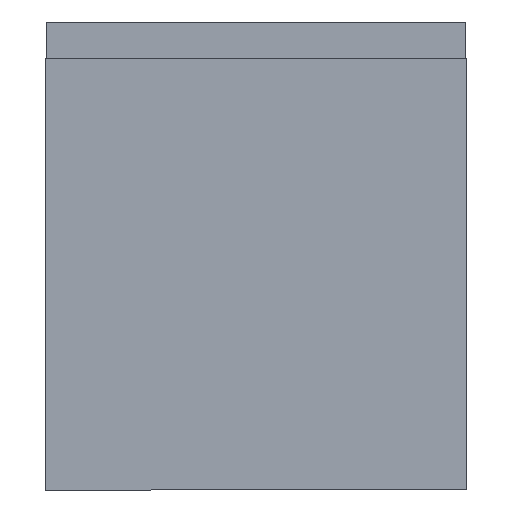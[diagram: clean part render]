
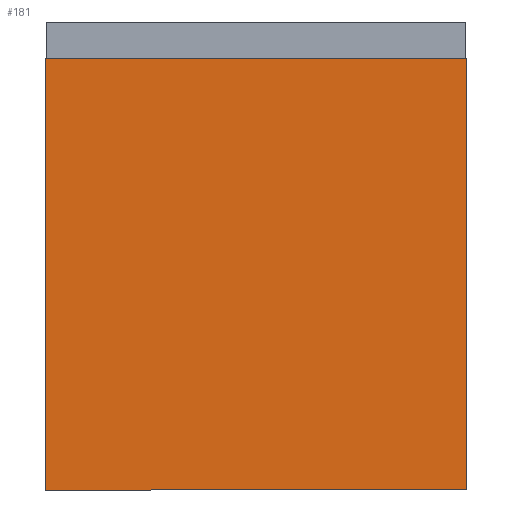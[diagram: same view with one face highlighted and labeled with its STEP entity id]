
A CAD part, front view. The second image highlights one B-rep face of the part: STEP entity #181.
In plain terms, the highlighted planar face has unit normal (0, -1, 0).
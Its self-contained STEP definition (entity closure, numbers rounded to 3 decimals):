
#3 = VERTEX_POINT ( 'NONE', #191 ) ;
#13 = EDGE_CURVE ( 'NONE', #80, #219, #25, .T. ) ;
#25 = LINE ( 'NONE', #49, #333 ) ;
#49 = CARTESIAN_POINT ( 'NONE',  ( 37., 0., 0. ) ) ;
#51 = LINE ( 'NONE', #59, #166 ) ;
#59 = CARTESIAN_POINT ( 'NONE',  ( -37., 0., 0. ) ) ;
#71 = LINE ( 'NONE', #553, #496 ) ;
#73 = EDGE_LOOP ( 'NONE', ( #370, #300, #116, #461 ) ) ;
#80 = VERTEX_POINT ( 'NONE', #474 ) ;
#116 = ORIENTED_EDGE ( 'NONE', *, *, #249, .T. ) ;
#129 = CARTESIAN_POINT ( 'NONE',  ( -37., 0., 76. ) ) ;
#149 = DIRECTION ( 'NONE',  ( 0., 0., -1. ) ) ;
#166 = VECTOR ( 'NONE', #149, 1000. ) ;
#167 = EDGE_CURVE ( 'NONE', #395, #80, #71, .T. ) ;
#181 = ADVANCED_FACE ( 'NONE', ( #260 ), #396, .T. ) ;
#191 = CARTESIAN_POINT ( 'NONE',  ( -37., 0., 0. ) ) ;
#205 = CARTESIAN_POINT ( 'NONE',  ( 21.5, 0., 86. ) ) ;
#209 = EDGE_CURVE ( 'NONE', #219, #3, #401, .T. ) ;
#210 = VECTOR ( 'NONE', #248, 1000. ) ;
#219 = VERTEX_POINT ( 'NONE', #484 ) ;
#222 = AXIS2_PLACEMENT_3D ( 'NONE', #205, #364, #527 ) ;
#231 = DIRECTION ( 'NONE',  ( 0., 0., -1. ) ) ;
#248 = DIRECTION ( 'NONE',  ( -1., 0., 0. ) ) ;
#249 = EDGE_CURVE ( 'NONE', #395, #3, #51, .T. ) ;
#260 = FACE_OUTER_BOUND ( 'NONE', #73, .T. ) ;
#300 = ORIENTED_EDGE ( 'NONE', *, *, #167, .F. ) ;
#314 = DIRECTION ( 'NONE',  ( 1., 0., 0. ) ) ;
#333 = VECTOR ( 'NONE', #231, 1000. ) ;
#364 = DIRECTION ( 'NONE',  ( 0., -1., 0. ) ) ;
#370 = ORIENTED_EDGE ( 'NONE', *, *, #13, .F. ) ;
#395 = VERTEX_POINT ( 'NONE', #129 ) ;
#396 = PLANE ( 'NONE',  #222 ) ;
#401 = LINE ( 'NONE', #520, #210 ) ;
#461 = ORIENTED_EDGE ( 'NONE', *, *, #209, .F. ) ;
#474 = CARTESIAN_POINT ( 'NONE',  ( 37., 0., 76. ) ) ;
#484 = CARTESIAN_POINT ( 'NONE',  ( 37., 0., 0. ) ) ;
#496 = VECTOR ( 'NONE', #314, 1000. ) ;
#520 = CARTESIAN_POINT ( 'NONE',  ( 21.5, 0., 0. ) ) ;
#527 = DIRECTION ( 'NONE',  ( 0., 0., -1. ) ) ;
#553 = CARTESIAN_POINT ( 'NONE',  ( 21.5, 0., 76. ) ) ;
